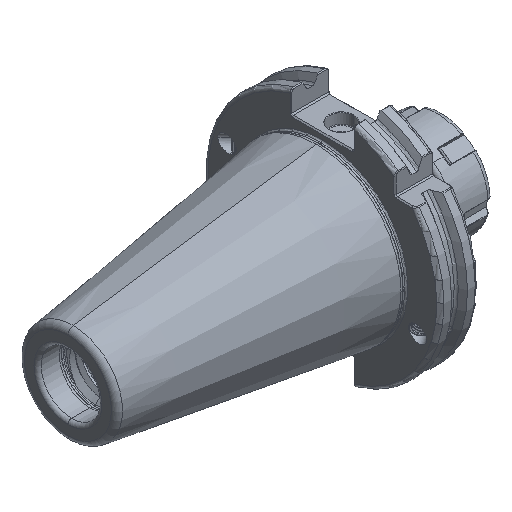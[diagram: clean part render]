
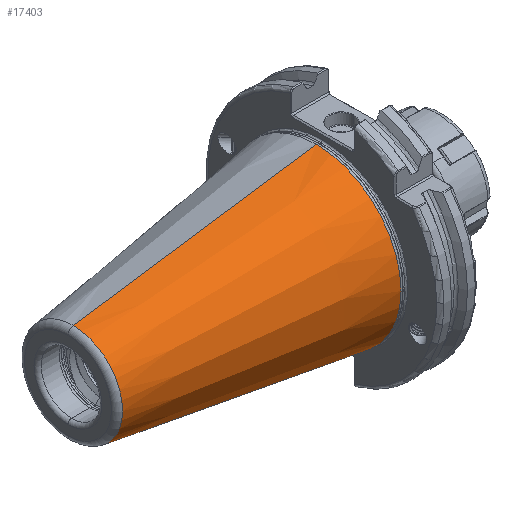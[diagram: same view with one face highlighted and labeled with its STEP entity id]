
A CAD part, isometric view. The second image highlights one B-rep face of the part: STEP entity #17403.
In plain terms, the highlighted conical face has half-angle 8.297 degrees and reference radius 35.392 mm.
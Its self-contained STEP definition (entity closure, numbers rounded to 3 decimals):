
#46 = VECTOR ( 'NONE', #11124, 1000. ) ;
#388 = AXIS2_PLACEMENT_3D ( 'NONE', #22035, #22038, #22039 ) ;
#698 = CIRCLE ( 'NONE', #1327, 20.399 ) ;
#727 = CIRCLE ( 'NONE', #1383, 35.027 ) ;
#1008 = LINE ( 'NONE', #11185, #46 ) ;
#1327 = AXIS2_PLACEMENT_3D ( 'NONE', #24091, #24095, #24092 ) ;
#1383 = AXIS2_PLACEMENT_3D ( 'NONE', #29476, #29456, #29480 ) ;
#1963 = AXIS2_PLACEMENT_3D ( 'NONE', #16866, #16900, #16894 ) ;
#2541 = EDGE_CURVE ( 'NONE', #30664, #30676, #727, .T. ) ;
#2604 = EDGE_CURVE ( 'NONE', #30569, #30648, #698, .T. ) ;
#3938 = EDGE_CURVE ( 'NONE', #30648, #30676, #1008, .T. ) ;
#3989 = EDGE_CURVE ( 'NONE', #30628, #30664, #14045, .T. ) ;
#4035 = EDGE_CURVE ( 'NONE', #30569, #30628, #14095, .T. ) ;
#11124 = DIRECTION ( 'NONE',  ( 0.99, 0., -0.144 ) ) ;
#11185 = CARTESIAN_POINT ( 'NONE',  ( 0., 0., -35.392 ) ) ;
#13651 = FACE_OUTER_BOUND ( 'NONE', #30298, .T. ) ;
#13653 = CONICAL_SURFACE ( 'NONE', #388, 35.392, 0.145 ) ;
#14045 = CIRCLE ( 'NONE', #1963, 35.027 ) ;
#14082 = VECTOR ( 'NONE', #32035, 1000. ) ;
#14095 = LINE ( 'NONE', #32004, #14082 ) ;
#16866 = CARTESIAN_POINT ( 'NONE',  ( -2.5, 0., 0. ) ) ;
#16894 = DIRECTION ( 'NONE',  ( 0., 1., 0. ) ) ;
#16900 = DIRECTION ( 'NONE',  ( 1., 0., 0. ) ) ;
#17403 = ADVANCED_FACE ( 'NONE', ( #13651 ), #13653, .T. ) ;
#22035 = CARTESIAN_POINT ( 'NONE',  ( 0., 0., 0. ) ) ;
#22038 = DIRECTION ( 'NONE',  ( 1., 0., 0. ) ) ;
#22039 = DIRECTION ( 'NONE',  ( 0., 0., -1. ) ) ;
#23721 = CARTESIAN_POINT ( 'NONE',  ( -2.5, 0., 35.027 ) ) ;
#23723 = CARTESIAN_POINT ( 'NONE',  ( -102.811, 0., 20.399 ) ) ;
#23789 = CARTESIAN_POINT ( 'NONE',  ( -2.5, -35.027, 0. ) ) ;
#23822 = CARTESIAN_POINT ( 'NONE',  ( -102.811, 0., -20.399 ) ) ;
#23836 = CARTESIAN_POINT ( 'NONE',  ( -2.5, 0., -35.027 ) ) ;
#24091 = CARTESIAN_POINT ( 'NONE',  ( -102.811, 0., 0. ) ) ;
#24092 = DIRECTION ( 'NONE',  ( 0., 0., 1. ) ) ;
#24095 = DIRECTION ( 'NONE',  ( 1., 0., 0. ) ) ;
#29279 = ORIENTED_EDGE ( 'NONE', *, *, #4035, .F. ) ;
#29287 = ORIENTED_EDGE ( 'NONE', *, *, #3938, .T. ) ;
#29288 = ORIENTED_EDGE ( 'NONE', *, *, #2541, .F. ) ;
#29322 = ORIENTED_EDGE ( 'NONE', *, *, #3989, .F. ) ;
#29328 = ORIENTED_EDGE ( 'NONE', *, *, #2604, .T. ) ;
#29456 = DIRECTION ( 'NONE',  ( 1., 0., 0. ) ) ;
#29476 = CARTESIAN_POINT ( 'NONE',  ( -2.5, 0., 0. ) ) ;
#29480 = DIRECTION ( 'NONE',  ( 0., 1., 0. ) ) ;
#30298 = EDGE_LOOP ( 'NONE', ( #29279, #29328, #29287, #29288, #29322 ) ) ;
#30569 = VERTEX_POINT ( 'NONE', #23723 ) ;
#30628 = VERTEX_POINT ( 'NONE', #23721 ) ;
#30648 = VERTEX_POINT ( 'NONE', #23822 ) ;
#30664 = VERTEX_POINT ( 'NONE', #23789 ) ;
#30676 = VERTEX_POINT ( 'NONE', #23836 ) ;
#32004 = CARTESIAN_POINT ( 'NONE',  ( 0., 0., 35.392 ) ) ;
#32035 = DIRECTION ( 'NONE',  ( 0.99, 0., 0.144 ) ) ;
